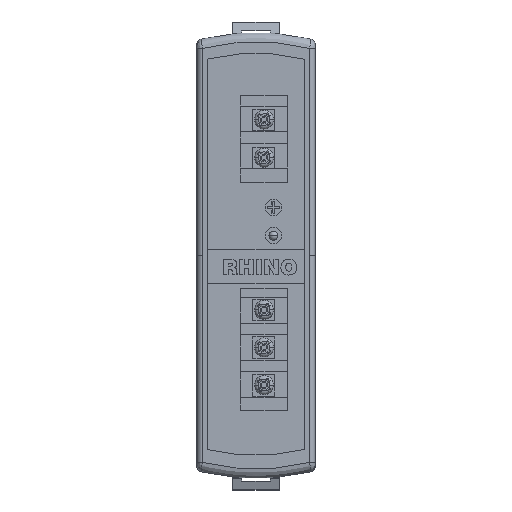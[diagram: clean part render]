
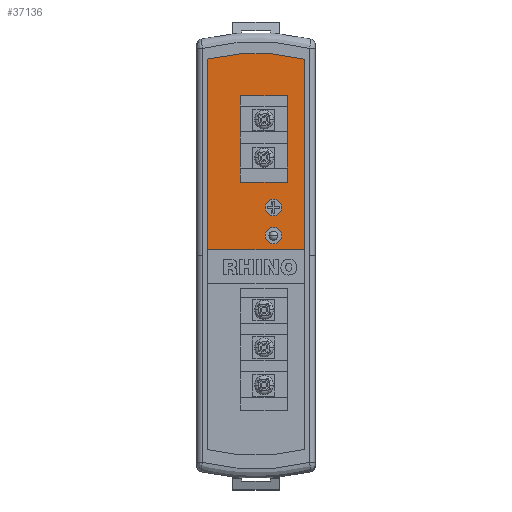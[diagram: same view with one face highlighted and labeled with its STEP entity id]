
A CAD part, top view. The second image highlights one B-rep face of the part: STEP entity #37136.
In plain terms, the highlighted planar face has unit normal (0, 0, 1).
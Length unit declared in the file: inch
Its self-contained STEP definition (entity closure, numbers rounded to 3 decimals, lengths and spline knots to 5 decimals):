
#25788 = VERTEX_POINT ( 'NONE', #44910 ) ;
#25792 = EDGE_CURVE ( 'NONE', #25954, #25788, #44958, .T. ) ;
#25931 = VERTEX_POINT ( 'NONE', #45225 ) ;
#25943 = VERTEX_POINT ( 'NONE', #45240 ) ;
#25944 = EDGE_CURVE ( 'NONE', #25931, #25943, #45289, .T. ) ;
#25954 = VERTEX_POINT ( 'NONE', #45268 ) ;
#37066 = ORIENTED_EDGE ( 'NONE', *, *, #37067, .T. ) ;
#37067 = EDGE_CURVE ( 'NONE', #37081, #37127, #48500, .T. ) ;
#37069 = EDGE_LOOP ( 'NONE', ( #37105, #37109, #37156, #37158 ) ) ;
#37078 = EDGE_CURVE ( 'NONE', #37081, #37080, #48478, .T. ) ;
#37080 = VERTEX_POINT ( 'NONE', #48484 ) ;
#37081 = VERTEX_POINT ( 'NONE', #48472 ) ;
#37087 = ORIENTED_EDGE ( 'NONE', *, *, #37078, .F. ) ;
#37101 = EDGE_LOOP ( 'NONE', ( #37103, #37102 ) ) ;
#37102 = ORIENTED_EDGE ( 'NONE', *, *, #25944, .F. ) ;
#37103 = ORIENTED_EDGE ( 'NONE', *, *, #37119, .F. ) ;
#37104 = EDGE_CURVE ( 'NONE', #37122, #37126, #48523, .T. ) ;
#37105 = ORIENTED_EDGE ( 'NONE', *, *, #37104, .F. ) ;
#37106 = EDGE_CURVE ( 'NONE', #37118, #37122, #48558, .T. ) ;
#37109 = ORIENTED_EDGE ( 'NONE', *, *, #37106, .F. ) ;
#37110 = EDGE_CURVE ( 'NONE', #37135, #37118, #48503, .T. ) ;
#37114 = VERTEX_POINT ( 'NONE', #48559 ) ;
#37115 = EDGE_CURVE ( 'NONE', #37127, #37114, #48539, .T. ) ;
#37116 = ORIENTED_EDGE ( 'NONE', *, *, #37115, .T. ) ;
#37117 = EDGE_CURVE ( 'NONE', #37114, #37080, #48533, .T. ) ;
#37118 = VERTEX_POINT ( 'NONE', #48544 ) ;
#37119 = EDGE_CURVE ( 'NONE', #25943, #25931, #48543, .T. ) ;
#37120 = ORIENTED_EDGE ( 'NONE', *, *, #37117, .T. ) ;
#37121 = EDGE_LOOP ( 'NONE', ( #37124, #37123 ) ) ;
#37122 = VERTEX_POINT ( 'NONE', #48550 ) ;
#37123 = ORIENTED_EDGE ( 'NONE', *, *, #25792, .F. ) ;
#37124 = ORIENTED_EDGE ( 'NONE', *, *, #37130, .F. ) ;
#37126 = VERTEX_POINT ( 'NONE', #48538 ) ;
#37127 = VERTEX_POINT ( 'NONE', #48586 ) ;
#37130 = EDGE_CURVE ( 'NONE', #25788, #25954, #48583, .T. ) ;
#37133 = EDGE_LOOP ( 'NONE', ( #37087, #37066, #37116, #37120 ) ) ;
#37135 = VERTEX_POINT ( 'NONE', #48567 ) ;
#37136 = ADVANCED_FACE ( 'NONE', ( #48566, #48564, #48576, #48582 ), #48561, .T. ) ;
#37156 = ORIENTED_EDGE ( 'NONE', *, *, #37110, .F. ) ;
#37157 = EDGE_CURVE ( 'NONE', #37126, #37135, #48593, .T. ) ;
#37158 = ORIENTED_EDGE ( 'NONE', *, *, #37157, .F. ) ;
#44910 = CARTESIAN_POINT ( 'NONE',  ( 0.2725, 0.51, 0.001 ) ) ;
#44954 = DIRECTION ( 'NONE',  ( 1., 0., 0. ) ) ;
#44955 = DIRECTION ( 'NONE',  ( 0., 0., 1. ) ) ;
#44956 = CARTESIAN_POINT ( 'NONE',  ( 0.185, 0.51, 0.001 ) ) ;
#44957 = AXIS2_PLACEMENT_3D ( 'NONE', #44956, #44955, #44954 ) ;
#44958 = CIRCLE ( 'NONE', #44957, 0.0875 ) ;
#45225 = CARTESIAN_POINT ( 'NONE',  ( 0.0975, 0.21, 0.001 ) ) ;
#45240 = CARTESIAN_POINT ( 'NONE',  ( 0.2725, 0.21, 0.001 ) ) ;
#45268 = CARTESIAN_POINT ( 'NONE',  ( 0.0975, 0.51, 0.001 ) ) ;
#45277 = DIRECTION ( 'NONE',  ( 1., 0., 0. ) ) ;
#45278 = DIRECTION ( 'NONE',  ( 0., 0., 1. ) ) ;
#45279 = CARTESIAN_POINT ( 'NONE',  ( 0.185, 0.21, 0.001 ) ) ;
#45285 = AXIS2_PLACEMENT_3D ( 'NONE', #45279, #45278, #45277 ) ;
#45289 = CIRCLE ( 'NONE', #45285, 0.0875 ) ;
#48472 = CARTESIAN_POINT ( 'NONE',  ( 0.515, 0.06, 0.001 ) ) ;
#48473 = DIRECTION ( 'NONE',  ( -1., 0., 0. ) ) ;
#48474 = VECTOR ( 'NONE', #48473, 39.37008 ) ;
#48475 = CARTESIAN_POINT ( 'NONE',  ( -0.515, 0.06, 0.001 ) ) ;
#48478 = LINE ( 'NONE', #48475, #48474 ) ;
#48484 = CARTESIAN_POINT ( 'NONE',  ( -0.515, 0.06, 0.001 ) ) ;
#48497 = DIRECTION ( 'NONE',  ( 0., 1., 0. ) ) ;
#48498 = VECTOR ( 'NONE', #48497, 39.37008 ) ;
#48499 = CARTESIAN_POINT ( 'NONE',  ( 0.515, 2.08739, 0.001 ) ) ;
#48500 = LINE ( 'NONE', #48499, #48498 ) ;
#48501 = DIRECTION ( 'NONE',  ( 1., 0., 0. ) ) ;
#48502 = VECTOR ( 'NONE', #48501, 39.37008 ) ;
#48503 = LINE ( 'NONE', #48542, #48541 ) ;
#48522 = CARTESIAN_POINT ( 'NONE',  ( -0.165, 0.78, 0.001 ) ) ;
#48523 = LINE ( 'NONE', #48522, #48502 ) ;
#48525 = CARTESIAN_POINT ( 'NONE',  ( 0.185, 0.21, 0.001 ) ) ;
#48530 = DIRECTION ( 'NONE',  ( 0., -1., 0. ) ) ;
#48531 = VECTOR ( 'NONE', #48530, 39.37008 ) ;
#48532 = CARTESIAN_POINT ( 'NONE',  ( -0.515, 2.08849, 0.001 ) ) ;
#48533 = LINE ( 'NONE', #48532, #48531 ) ;
#48534 = DIRECTION ( 'NONE',  ( 1., 0., 0. ) ) ;
#48535 = DIRECTION ( 'NONE',  ( 0., 0., 1. ) ) ;
#48536 = CARTESIAN_POINT ( 'NONE',  ( -0.00222, 0.01084, 0.001 ) ) ;
#48537 = AXIS2_PLACEMENT_3D ( 'NONE', #48536, #48535, #48534 ) ;
#48538 = CARTESIAN_POINT ( 'NONE',  ( 0.335, 0.78, 0.001 ) ) ;
#48539 = CIRCLE ( 'NONE', #48537, 2.14 ) ;
#48540 = DIRECTION ( 'NONE',  ( -1., 0., 0. ) ) ;
#48541 = VECTOR ( 'NONE', #48540, 39.37008 ) ;
#48542 = CARTESIAN_POINT ( 'NONE',  ( -0.165, 1.7, 0.001 ) ) ;
#48543 = CIRCLE ( 'NONE', #48547, 0.0875 ) ;
#48544 = CARTESIAN_POINT ( 'NONE',  ( -0.165, 1.7, 0.001 ) ) ;
#48547 = AXIS2_PLACEMENT_3D ( 'NONE', #48525, #48589, #48588 ) ;
#48550 = CARTESIAN_POINT ( 'NONE',  ( -0.165, 0.78, 0.001 ) ) ;
#48555 = DIRECTION ( 'NONE',  ( 0., -1., 0. ) ) ;
#48556 = VECTOR ( 'NONE', #48555, 39.37008 ) ;
#48557 = CARTESIAN_POINT ( 'NONE',  ( -0.165, 1.7, 0.001 ) ) ;
#48558 = LINE ( 'NONE', #48557, #48556 ) ;
#48559 = CARTESIAN_POINT ( 'NONE',  ( -0.515, 2.08849, 0.001 ) ) ;
#48561 = PLANE ( 'NONE',  #48562 ) ;
#48562 = AXIS2_PLACEMENT_3D ( 'NONE', #48575, #48574, #48573 ) ;
#48564 = FACE_BOUND ( 'NONE', #37121, .T. ) ;
#48566 = FACE_OUTER_BOUND ( 'NONE', #37133, .T. ) ;
#48567 = CARTESIAN_POINT ( 'NONE',  ( 0.335, 1.7, 0.001 ) ) ;
#48569 = DIRECTION ( 'NONE',  ( 1., 0., 0. ) ) ;
#48570 = DIRECTION ( 'NONE',  ( 0., 0., 1. ) ) ;
#48571 = CARTESIAN_POINT ( 'NONE',  ( 0.185, 0.51, 0.001 ) ) ;
#48572 = AXIS2_PLACEMENT_3D ( 'NONE', #48571, #48570, #48569 ) ;
#48573 = DIRECTION ( 'NONE',  ( 1., 0., 0. ) ) ;
#48574 = DIRECTION ( 'NONE',  ( 0., 0., 1. ) ) ;
#48575 = CARTESIAN_POINT ( 'NONE',  ( -0.00222, 0.01084, 0.001 ) ) ;
#48576 = FACE_BOUND ( 'NONE', #37101, .T. ) ;
#48582 = FACE_BOUND ( 'NONE', #37069, .T. ) ;
#48583 = CIRCLE ( 'NONE', #48572, 0.0875 ) ;
#48586 = CARTESIAN_POINT ( 'NONE',  ( 0.515, 2.08739, 0.001 ) ) ;
#48588 = DIRECTION ( 'NONE',  ( 1., 0., 0. ) ) ;
#48589 = DIRECTION ( 'NONE',  ( 0., 0., 1. ) ) ;
#48593 = LINE ( 'NONE', #48596, #48645 ) ;
#48596 = CARTESIAN_POINT ( 'NONE',  ( 0.335, 1.7, 0.001 ) ) ;
#48644 = DIRECTION ( 'NONE',  ( 0., 1., 0. ) ) ;
#48645 = VECTOR ( 'NONE', #48644, 39.37008 ) ;
